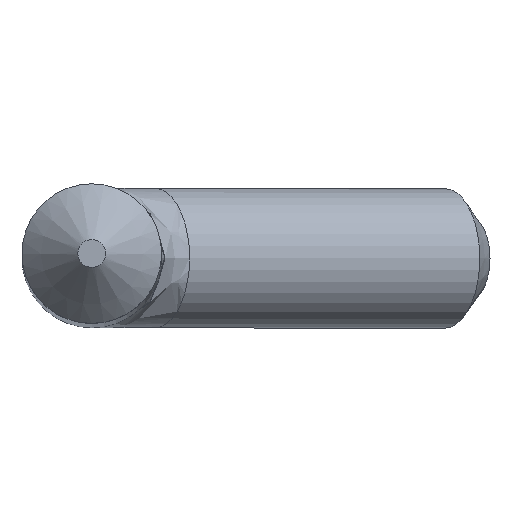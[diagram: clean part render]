
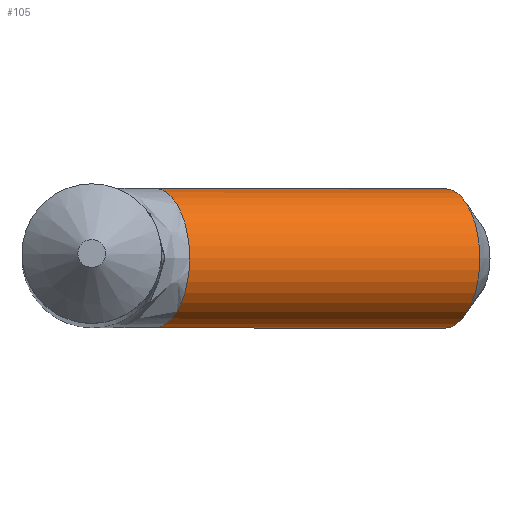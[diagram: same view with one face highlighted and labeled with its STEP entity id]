
A CAD part, top view. The second image highlights one B-rep face of the part: STEP entity #105.
In plain terms, the highlighted cylindrical face has radius 2.5 mm (diameter 5 mm), a full revolution.
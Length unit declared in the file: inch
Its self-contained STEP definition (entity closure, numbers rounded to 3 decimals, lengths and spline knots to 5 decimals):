
#2 = FACE_OUTER_BOUND ( 'NONE', #366, .T. ) ;
#4 = EDGE_LOOP ( 'NONE', ( #73 ) ) ;
#16 = CARTESIAN_POINT ( 'NONE',  ( 0.08858, 0., -3.68099 ) ) ;
#40 = DIRECTION ( 'NONE',  ( -0.866, 0., 0.5 ) ) ;
#43 = FACE_OUTER_BOUND ( 'NONE', #4, .T. ) ;
#73 = ORIENTED_EDGE ( 'NONE', *, *, #387, .F. ) ;
#74 = CARTESIAN_POINT ( 'NONE',  ( 0.08858, 0., -3.68099 ) ) ;
#85 = AXIS2_PLACEMENT_3D ( 'NONE', #353, #194, #316 ) ;
#97 = DIRECTION ( 'NONE',  ( 0.866, 0., -0.5 ) ) ;
#105 = ADVANCED_FACE ( 'NONE', ( #2, #43 ), #156, .T. ) ;
#156 = CYLINDRICAL_SURFACE ( 'NONE', #312, 0.09843 ) ;
#175 = CIRCLE ( 'NONE', #85, 0.09843 ) ;
#190 = VERTEX_POINT ( 'NONE', #344 ) ;
#194 = DIRECTION ( 'NONE',  ( -0.866, 0., 0.5 ) ) ;
#238 = EDGE_CURVE ( 'NONE', #190, #190, #175, .T. ) ;
#280 = AXIS2_PLACEMENT_3D ( 'NONE', #74, #40, #341 ) ;
#312 = AXIS2_PLACEMENT_3D ( 'NONE', #16, #97, #398 ) ;
#316 = DIRECTION ( 'NONE',  ( -0.5, 0., -0.866 ) ) ;
#341 = DIRECTION ( 'NONE',  ( -0.5, 0., -0.866 ) ) ;
#344 = CARTESIAN_POINT ( 'NONE',  ( 0.44852, 0., -4.00245 ) ) ;
#353 = CARTESIAN_POINT ( 'NONE',  ( 0.49773, 0., -3.91721 ) ) ;
#361 = VERTEX_POINT ( 'NONE', #438 ) ;
#366 = EDGE_LOOP ( 'NONE', ( #381 ) ) ;
#381 = ORIENTED_EDGE ( 'NONE', *, *, #238, .T. ) ;
#384 = CIRCLE ( 'NONE', #280, 0.09843 ) ;
#387 = EDGE_CURVE ( 'NONE', #361, #361, #384, .T. ) ;
#398 = DIRECTION ( 'NONE',  ( -0.5, 0., -0.866 ) ) ;
#438 = CARTESIAN_POINT ( 'NONE',  ( 0.03937, 0., -3.76623 ) ) ;
